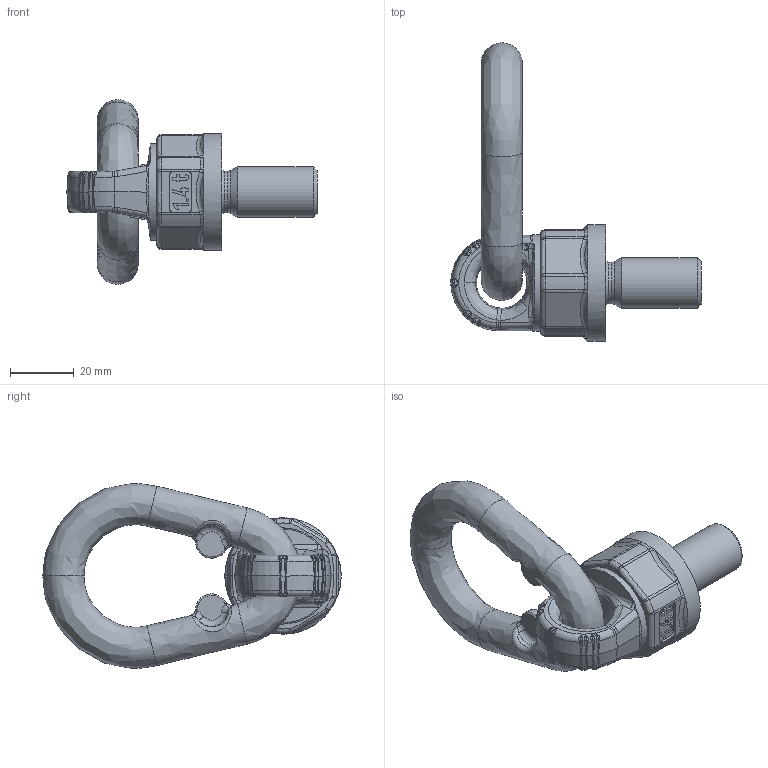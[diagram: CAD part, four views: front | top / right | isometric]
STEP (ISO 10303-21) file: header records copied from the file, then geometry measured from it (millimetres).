
FILE_DESCRIPTION((''),'2;1');
FILE_NAME('Test.stp', '2012-03-29T07:51:03',('User'),('SDRC'),'I-DEAS Master Series 9','UNIX', 'Yes');
FILE_SCHEMA(('CONFIG_CONTROL_DESIGN', 'GEOMETRIC_VALIDATION_PROPERTIES_MIM','SHAPE_APPEARANCE_LAYER_MIM'));
Length unit declared in the file: millimetre
Bounding box: 78.58 x 93.64 x 57.94 mm (x, y, z)
Surface area: 15546.5 mm2 (no closed solid volume)
Topology: 0 solids, 1 shells, 572 faces, 1427 edges, 840 vertices
Faces by surface type: bspline 572
Entity records: 23814 total; most frequent: CARTESIAN_POINT 15099, ORIENTED_EDGE 2797, EDGE_CURVE 1400, VERTEX_POINT 840, OVER_RIDING_STYLED_ITEM 670, EDGE_LOOP 589, FACE_OUTER_BOUND 572, ADVANCED_FACE 572
